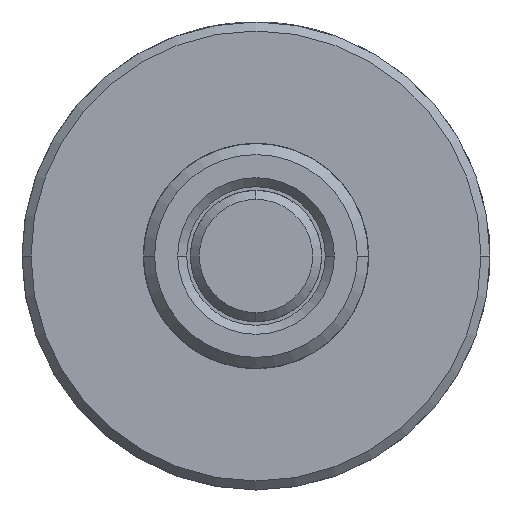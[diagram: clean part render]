
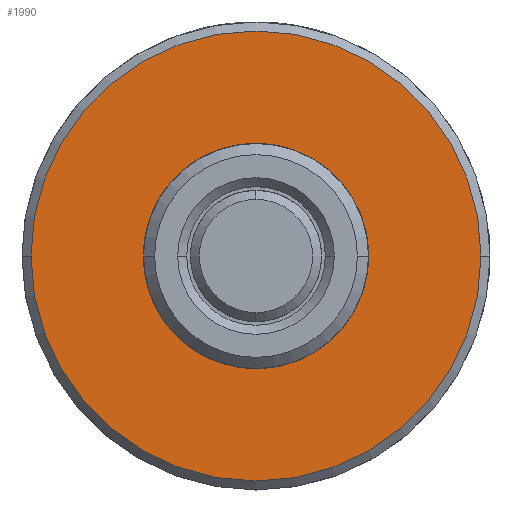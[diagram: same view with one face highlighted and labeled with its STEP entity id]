
A CAD part, left-side view. The second image highlights one B-rep face of the part: STEP entity #1990.
In plain terms, the highlighted planar face has unit normal (-1, 0, 0).
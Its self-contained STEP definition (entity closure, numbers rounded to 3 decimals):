
#153 = DIRECTION ( 'NONE',  ( 0., 0., -1. ) ) ;
#385 = CIRCLE ( 'NONE', #2835, 9.493 ) ;
#479 = DIRECTION ( 'NONE',  ( 0., 0., -1. ) ) ;
#489 = ORIENTED_EDGE ( 'NONE', *, *, #2190, .T. ) ;
#611 = FACE_BOUND ( 'NONE', #5449, .T. ) ;
#669 = FACE_OUTER_BOUND ( 'NONE', #3158, .T. ) ;
#673 = ORIENTED_EDGE ( 'NONE', *, *, #2030, .F. ) ;
#778 = CARTESIAN_POINT ( 'NONE',  ( 16.764, 0., 0. ) ) ;
#971 = DIRECTION ( 'NONE',  ( 0., 0., -1. ) ) ;
#1078 = DIRECTION ( 'NONE',  ( 0., 0., -1. ) ) ;
#1153 = VERTEX_POINT ( 'NONE', #4065 ) ;
#1456 = CARTESIAN_POINT ( 'NONE',  ( 16.764, 0., 0. ) ) ;
#1478 = DIRECTION ( 'NONE',  ( 1., 0., 0. ) ) ;
#1860 = EDGE_CURVE ( 'NONE', #4927, #2759, #4783, .T. ) ;
#1990 = ADVANCED_FACE ( 'NONE', ( #669, #611 ), #3178, .F. ) ;
#2030 = EDGE_CURVE ( 'NONE', #2759, #4927, #4506, .T. ) ;
#2078 = AXIS2_PLACEMENT_3D ( 'NONE', #3196, #1478, #153 ) ;
#2111 = CARTESIAN_POINT ( 'NONE',  ( 16.764, 0., -19.05 ) ) ;
#2190 = EDGE_CURVE ( 'NONE', #4613, #1153, #385, .T. ) ;
#2458 = DIRECTION ( 'NONE',  ( 0., 0., -1. ) ) ;
#2543 = CARTESIAN_POINT ( 'NONE',  ( 16.764, 0., 0. ) ) ;
#2573 = CARTESIAN_POINT ( 'NONE',  ( 16.764, 0., -9.493 ) ) ;
#2759 = VERTEX_POINT ( 'NONE', #2111 ) ;
#2835 = AXIS2_PLACEMENT_3D ( 'NONE', #778, #4915, #2458 ) ;
#2917 = EDGE_CURVE ( 'NONE', #1153, #4613, #4038, .T. ) ;
#3067 = DIRECTION ( 'NONE',  ( 1., 0., 0. ) ) ;
#3158 = EDGE_LOOP ( 'NONE', ( #3501, #673 ) ) ;
#3172 = AXIS2_PLACEMENT_3D ( 'NONE', #2543, #4248, #479 ) ;
#3178 = PLANE ( 'NONE',  #3804 ) ;
#3196 = CARTESIAN_POINT ( 'NONE',  ( 16.764, 0., 0. ) ) ;
#3266 = ORIENTED_EDGE ( 'NONE', *, *, #2917, .T. ) ;
#3321 = CARTESIAN_POINT ( 'NONE',  ( 16.764, 0., 19.05 ) ) ;
#3501 = ORIENTED_EDGE ( 'NONE', *, *, #1860, .F. ) ;
#3626 = AXIS2_PLACEMENT_3D ( 'NONE', #1456, #3067, #971 ) ;
#3804 = AXIS2_PLACEMENT_3D ( 'NONE', #4858, #4885, #1078 ) ;
#4038 = CIRCLE ( 'NONE', #2078, 9.493 ) ;
#4065 = CARTESIAN_POINT ( 'NONE',  ( 16.764, 0., 9.493 ) ) ;
#4248 = DIRECTION ( 'NONE',  ( 1., 0., 0. ) ) ;
#4506 = CIRCLE ( 'NONE', #3626, 19.05 ) ;
#4613 = VERTEX_POINT ( 'NONE', #2573 ) ;
#4783 = CIRCLE ( 'NONE', #3172, 19.05 ) ;
#4858 = CARTESIAN_POINT ( 'NONE',  ( 16.764, 0., 0. ) ) ;
#4885 = DIRECTION ( 'NONE',  ( 1., 0., 0. ) ) ;
#4915 = DIRECTION ( 'NONE',  ( 1., 0., 0. ) ) ;
#4927 = VERTEX_POINT ( 'NONE', #3321 ) ;
#5449 = EDGE_LOOP ( 'NONE', ( #489, #3266 ) ) ;
